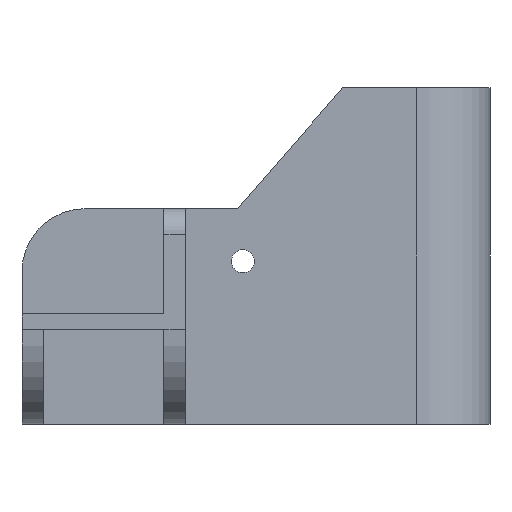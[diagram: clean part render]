
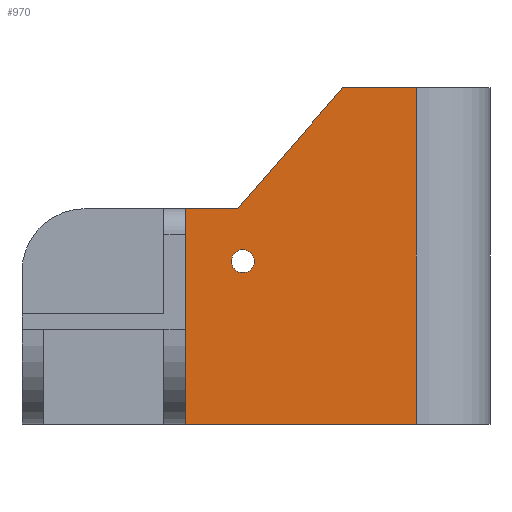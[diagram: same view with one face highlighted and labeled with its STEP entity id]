
A CAD part, left-side view. The second image highlights one B-rep face of the part: STEP entity #970.
In plain terms, the highlighted planar face has unit normal (-1, 0, 0).
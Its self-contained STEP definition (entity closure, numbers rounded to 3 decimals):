
#42=FACE_BOUND('',#177,.T.);
#73=CIRCLE('',#1063,2.2);
#74=CIRCLE('',#1064,2.2);
#122=FACE_OUTER_BOUND('',#176,.T.);
#176=EDGE_LOOP('',(#773,#774,#775,#776,#777,#778));
#177=EDGE_LOOP('',(#779,#780));
#228=LINE('',#1463,#317);
#251=LINE('',#1516,#340);
#270=LINE('',#1614,#359);
#273=LINE('',#1621,#362);
#274=LINE('',#1623,#363);
#275=LINE('',#1624,#364);
#317=VECTOR('',#1167,1.);
#340=VECTOR('',#1206,1.);
#359=VECTOR('',#1265,1.);
#362=VECTOR('',#1272,1.);
#363=VECTOR('',#1273,1.);
#364=VECTOR('',#1274,1.);
#411=VERTEX_POINT('',#1460);
#412=VERTEX_POINT('',#1462);
#433=VERTEX_POINT('',#1513);
#434=VERTEX_POINT('',#1515);
#455=VERTEX_POINT('',#1620);
#456=VERTEX_POINT('',#1622);
#457=VERTEX_POINT('',#1625);
#458=VERTEX_POINT('',#1626);
#515=EDGE_CURVE('',#411,#412,#228,.T.);
#542=EDGE_CURVE('',#434,#433,#251,.T.);
#574=EDGE_CURVE('',#411,#434,#270,.T.);
#577=EDGE_CURVE('',#433,#455,#273,.T.);
#578=EDGE_CURVE('',#455,#456,#274,.T.);
#579=EDGE_CURVE('',#412,#456,#275,.T.);
#580=EDGE_CURVE('',#457,#458,#73,.T.);
#581=EDGE_CURVE('',#458,#457,#74,.T.);
#773=ORIENTED_EDGE('',*,*,#542,.T.);
#774=ORIENTED_EDGE('',*,*,#577,.T.);
#775=ORIENTED_EDGE('',*,*,#578,.T.);
#776=ORIENTED_EDGE('',*,*,#579,.F.);
#777=ORIENTED_EDGE('',*,*,#515,.F.);
#778=ORIENTED_EDGE('',*,*,#574,.T.);
#779=ORIENTED_EDGE('',*,*,#580,.T.);
#780=ORIENTED_EDGE('',*,*,#581,.T.);
#932=PLANE('',#1062);
#970=ADVANCED_FACE('',(#122,#42),#932,.F.);
#1062=AXIS2_PLACEMENT_3D('',#1619,#1270,#1271);
#1063=AXIS2_PLACEMENT_3D('',#1627,#1275,#1276);
#1064=AXIS2_PLACEMENT_3D('',#1628,#1277,#1278);
#1167=DIRECTION('',(0.,1.,0.));
#1206=DIRECTION('',(0.,1.,0.));
#1265=DIRECTION('',(0.,0.,1.));
#1270=DIRECTION('center_axis',(1.,0.,0.));
#1271=DIRECTION('ref_axis',(0.,0.,1.));
#1272=DIRECTION('',(0.,0.656,-0.755));
#1273=DIRECTION('',(0.,1.,0.));
#1274=DIRECTION('',(0.,0.,1.));
#1275=DIRECTION('center_axis',(1.,0.,0.));
#1276=DIRECTION('ref_axis',(0.,0.,-1.));
#1277=DIRECTION('center_axis',(1.,0.,0.));
#1278=DIRECTION('ref_axis',(0.,0.,-1.));
#1460=CARTESIAN_POINT('',(-11.,-36.01,0.));
#1462=CARTESIAN_POINT('',(-11.,8.,0.));
#1463=CARTESIAN_POINT('',(-11.,-50.,0.));
#1513=CARTESIAN_POINT('',(-11.,-22.,64.));
#1515=CARTESIAN_POINT('',(-11.,-36.01,64.));
#1516=CARTESIAN_POINT('',(-11.,-50.,64.));
#1614=CARTESIAN_POINT('',(-11.,-36.01,0.));
#1619=CARTESIAN_POINT('Origin',(-11.,-50.,0.));
#1620=CARTESIAN_POINT('',(-11.,-2.,41.));
#1621=CARTESIAN_POINT('',(-11.,-22.,64.));
#1622=CARTESIAN_POINT('',(-11.,8.,41.));
#1623=CARTESIAN_POINT('',(-11.,-22.,41.));
#1624=CARTESIAN_POINT('',(-11.,8.,0.));
#1625=CARTESIAN_POINT('',(-11.,-3.,28.8));
#1626=CARTESIAN_POINT('',(-11.,-3.,33.2));
#1627=CARTESIAN_POINT('Origin',(-11.,-3.,31.));
#1628=CARTESIAN_POINT('Origin',(-11.,-3.,31.));
